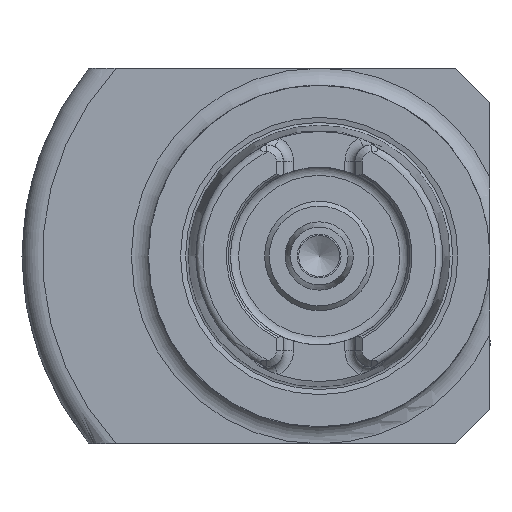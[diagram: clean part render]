
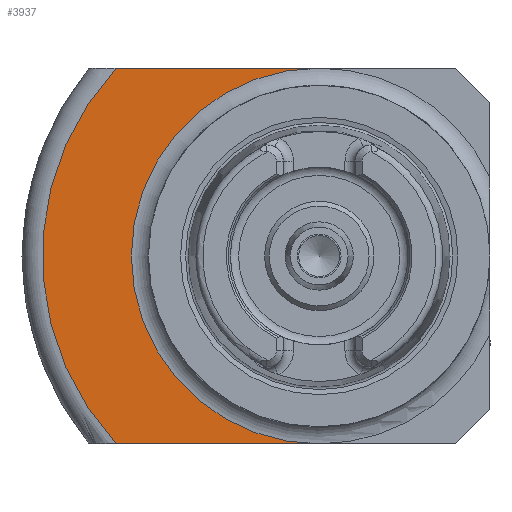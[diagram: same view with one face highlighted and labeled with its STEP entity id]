
A CAD part, left-side view. The second image highlights one B-rep face of the part: STEP entity #3937.
In plain terms, the highlighted planar face has unit normal (-1, 0, 0).
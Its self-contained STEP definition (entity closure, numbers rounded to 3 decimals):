
#3606=CARTESIAN_POINT('',(40.,29.732,27.5));
#3607=VERTEX_POINT('',#3606);
#3621=CARTESIAN_POINT('',(40.,0.,27.5));
#3622=VERTEX_POINT('',#3621);
#3623=CARTESIAN_POINT('',(40.,0.,27.5));
#3624=DIRECTION('',(0.0,1.0,0.0));
#3625=VECTOR('',#3624,29.732);
#3626=LINE('',#3623,#3625);
#3627=EDGE_CURVE('',#3622,#3607,#3626,.T.);
#3690=CARTESIAN_POINT('',(40.,0.,-27.5));
#3691=VERTEX_POINT('',#3690);
#3698=CARTESIAN_POINT('',(40.,29.732,-27.5));
#3699=VERTEX_POINT('',#3698);
#3700=CARTESIAN_POINT('',(40.,29.732,-27.5));
#3701=DIRECTION('',(0.0,-1.0,0.0));
#3702=VECTOR('',#3701,29.732);
#3703=LINE('',#3700,#3702);
#3704=EDGE_CURVE('',#3699,#3691,#3703,.T.);
#3849=CARTESIAN_POINT('',(40.,0.,0.0));
#3850=DIRECTION('',(1.0,0.0,0.0));
#3851=DIRECTION('',(0.0,1.0,0.0));
#3852=AXIS2_PLACEMENT_3D('',#3849,#3850,#3851);
#3853=CIRCLE('',#3852,27.5);
#3854=EDGE_CURVE('',#3691,#3622,#3853,.T.);
#3920=CARTESIAN_POINT('',(40.,34.,0.0));
#3921=DIRECTION('',(-1.0,0.0,0.0));
#3922=DIRECTION('',(0.0,0.0,1.0));
#3923=AXIS2_PLACEMENT_3D('',#3920,#3921,#3922);
#3924=PLANE('',#3923);
#3925=ORIENTED_EDGE('',*,*,#3627,.T.);
#3926=CARTESIAN_POINT('',(40.,0.,0.0));
#3927=DIRECTION('',(1.0,0.0,0.0));
#3928=DIRECTION('',(0.0,1.0,0.0));
#3929=AXIS2_PLACEMENT_3D('',#3926,#3927,#3928);
#3930=CIRCLE('',#3929,40.5);
#3931=EDGE_CURVE('',#3699,#3607,#3930,.T.);
#3932=ORIENTED_EDGE('',*,*,#3931,.F.);
#3933=ORIENTED_EDGE('',*,*,#3704,.T.);
#3934=ORIENTED_EDGE('',*,*,#3854,.T.);
#3935=EDGE_LOOP('',(#3925,#3932,#3933,#3934));
#3936=FACE_OUTER_BOUND('',#3935,.T.);
#3937=ADVANCED_FACE('',(#3936),#3924,.T.);
